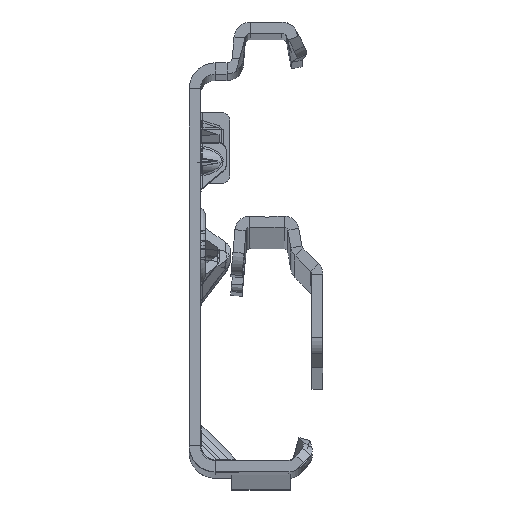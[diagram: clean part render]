
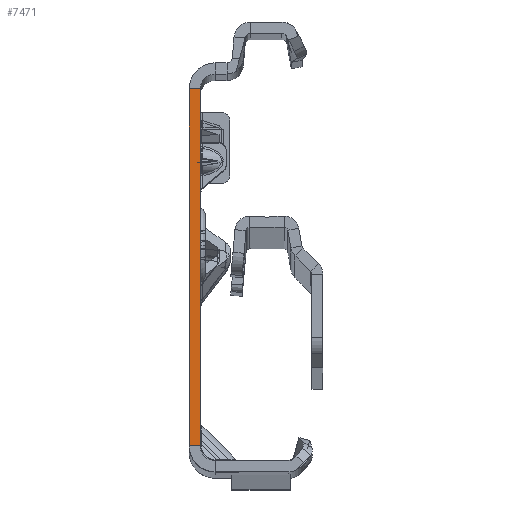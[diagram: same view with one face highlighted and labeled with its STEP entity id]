
A CAD part, top view. The second image highlights one B-rep face of the part: STEP entity #7471.
In plain terms, the highlighted planar face has unit normal (0, 0, 1).
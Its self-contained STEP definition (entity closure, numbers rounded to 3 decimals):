
#1107 = CARTESIAN_POINT ( 'NONE',  ( 0., 22.135, 0. ) ) ;
#1321 = CARTESIAN_POINT ( 'NONE',  ( -1.5, -27.865, 0. ) ) ;
#2783 = VERTEX_POINT ( 'NONE', #16332 ) ;
#3794 = VERTEX_POINT ( 'NONE', #36738 ) ;
#4470 = ORIENTED_EDGE ( 'NONE', *, *, #14948, .F. ) ;
#5994 = ORIENTED_EDGE ( 'NONE', *, *, #12167, .T. ) ;
#7471 = ADVANCED_FACE ( 'NONE', ( #52309 ), #44517, .T. ) ;
#8200 = DIRECTION ( 'NONE',  ( 0., -1., 0. ) ) ;
#10706 = CARTESIAN_POINT ( 'NONE',  ( 0., -25.865, 0. ) ) ;
#11588 = LINE ( 'NONE', #49004, #33111 ) ;
#12075 = CARTESIAN_POINT ( 'NONE',  ( 0., -27.865, 0. ) ) ;
#12167 = EDGE_CURVE ( 'NONE', #2783, #13423, #52906, .T. ) ;
#13423 = VERTEX_POINT ( 'NONE', #24161 ) ;
#14948 = EDGE_CURVE ( 'NONE', #36930, #13423, #11588, .T. ) ;
#16332 = CARTESIAN_POINT ( 'NONE',  ( -1.5, 22.135, 0. ) ) ;
#18267 = DIRECTION ( 'NONE',  ( 0., -1., 0. ) ) ;
#23741 = DIRECTION ( 'NONE',  ( 0., 0., 1. ) ) ;
#24067 = VECTOR ( 'NONE', #18267, 1000. ) ;
#24161 = CARTESIAN_POINT ( 'NONE',  ( -1.5, -25.865, 0. ) ) ;
#29147 = EDGE_CURVE ( 'NONE', #3794, #36930, #33078, .T. ) ;
#31509 = ORIENTED_EDGE ( 'NONE', *, *, #29147, .F. ) ;
#33078 = LINE ( 'NONE', #12075, #36358 ) ;
#33111 = VECTOR ( 'NONE', #45662, 1000. ) ;
#34489 = EDGE_LOOP ( 'NONE', ( #31509, #47450, #5994, #4470 ) ) ;
#36358 = VECTOR ( 'NONE', #8200, 1000. ) ;
#36738 = CARTESIAN_POINT ( 'NONE',  ( 0., 22.135, 0. ) ) ;
#36930 = VERTEX_POINT ( 'NONE', #10706 ) ;
#37763 = VECTOR ( 'NONE', #44091, 1000. ) ;
#39085 = LINE ( 'NONE', #1107, #37763 ) ;
#40617 = CARTESIAN_POINT ( 'NONE',  ( -1.5, -27.865, 0. ) ) ;
#44091 = DIRECTION ( 'NONE',  ( -1., 0., 0. ) ) ;
#44517 = PLANE ( 'NONE',  #45050 ) ;
#45050 = AXIS2_PLACEMENT_3D ( 'NONE', #40617, #23741, #52855 ) ;
#45662 = DIRECTION ( 'NONE',  ( -1., 0., 0. ) ) ;
#47450 = ORIENTED_EDGE ( 'NONE', *, *, #54167, .T. ) ;
#49004 = CARTESIAN_POINT ( 'NONE',  ( 0., -25.865, 0. ) ) ;
#52309 = FACE_OUTER_BOUND ( 'NONE', #34489, .T. ) ;
#52855 = DIRECTION ( 'NONE',  ( 1., 0., 0. ) ) ;
#52906 = LINE ( 'NONE', #1321, #24067 ) ;
#54167 = EDGE_CURVE ( 'NONE', #3794, #2783, #39085, .T. ) ;
